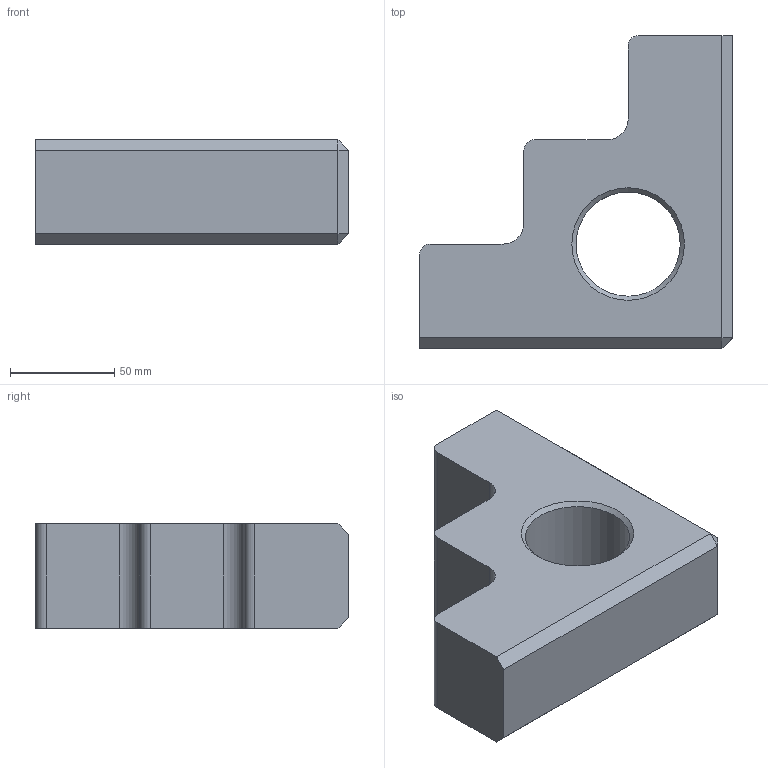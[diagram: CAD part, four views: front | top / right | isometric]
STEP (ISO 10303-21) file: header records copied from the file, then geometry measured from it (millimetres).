
FILE_DESCRIPTION(/* description */ (''),/* implementation_level */ '2;1');
FILE_NAME(/* name */ 'KunaalGautam_Part1 v1.step',/* time_stamp */ '2022-06-19T20:30:26+05:30',/* author */ (''),/* organization */ (''),/* preprocessor_version */ 'ST-DEVELOPER v19',/* originating_system */ 'Autodesk Translation Framework v11.7.0.108',/* authorisation */ '');
FILE_SCHEMA (('AUTOMOTIVE_DESIGN { 1 0 10303 214 3 1 1 }'));
Length unit declared in the file: millimetre
Products named in the file (1): KunaalGautam_Part1
Bounding box: 150 x 150 x 50 mm (x, y, z)
Volume: 644563.1 mm3; surface area: 60899.2 mm2
Topology: 1 solids, 1 shells, 25 faces, 61 edges, 38 vertices
Faces by surface type: plane 17, cylinder 6, cone 2
Full cylindrical faces by diameter (mm): 50 x1
Entity records: 762 total; most frequent: DIRECTION 127, CARTESIAN_POINT 125, ORIENTED_EDGE 122, EDGE_CURVE 61, LINE 47, VECTOR 47, AXIS2_PLACEMENT_3D 40, VERTEX_POINT 38
